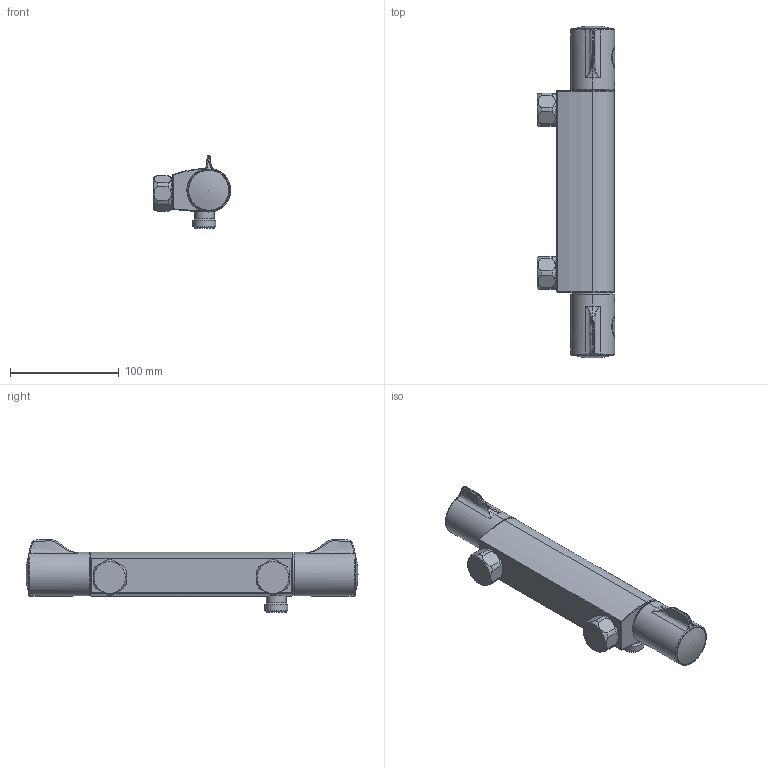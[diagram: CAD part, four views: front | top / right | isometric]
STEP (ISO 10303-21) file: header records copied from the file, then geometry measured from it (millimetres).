
FILE_DESCRIPTION(/* description */ ('Unknown'),/* implementation_level */ '2;1');
FILE_NAME(/* name */ '34561000',/* time_stamp */ '2022-08-29T08:53:02+02:00',/* author */ ('Unknown'),/* organization */ ('GROHE AG'),/* preprocessor_version */ 'ST-DEVELOPER v16.7',/* originating_system */ 'DEX',/* authorisation */ $);
FILE_SCHEMA (('AUTOMOTIVE_DESIGN {1 0 10303 214 3 1 1}'));
Length unit declared in the file: millimetre
Products named in the file (3): 34561000; id11; 65507038_GEH_THM_BR__SHOWER_01183804
Assembly tree (2 placements, depth 2):
  34561000
    id11
    65507038_GEH_THM_BR__SHOWER_01183804
Bounding box: 70.84 x 304.94 x 66.54 mm (x, y, z)
Volume: 143563.6 mm3; surface area: 102305.1 mm2
Topology: 3 solids, 10 shells, 145 faces, 371 edges, 231 vertices
Faces by surface type: cylinder 51, bspline 38, plane 27, torus 19, sphere 8, cone 2
Full cylindrical faces by diameter (mm): 18 x1, 20.96 x1, 27 x2, 36.57 x4, 37.882 x1
Entity records: 13308 total; most frequent: CARTESIAN_POINT 9593, ORIENTED_EDGE 613, DIRECTION 508, EDGE_CURVE 317, AXIS2_PLACEMENT_3D 231, VERTEX_POINT 215, FACE_BOUND 187, EDGE_LOOP 185
